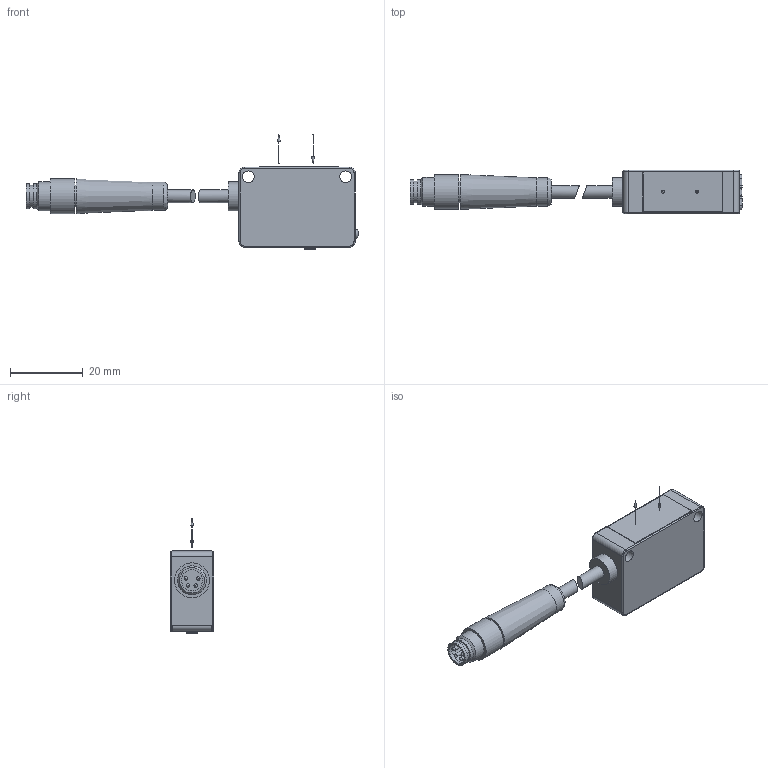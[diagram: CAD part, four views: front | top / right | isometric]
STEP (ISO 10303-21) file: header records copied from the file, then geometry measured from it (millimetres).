
FILE_DESCRIPTION (( 'STEP AP214' ), '1' );
FILE_NAME ('OPT2174.STEP', '2021-02-11T15:02:35', ( '' ), ( '' ), 'SwSTEP 2.0', 'SolidWorks 2019', '' );
FILE_SCHEMA (( 'AUTOMOTIVE_DESIGN' ));
Length unit declared in the file: inch
Products named in the file (1): OPT2174
Bounding box: 91.5 x 12 x 31.62 mm (x, y, z)
Volume: 10662.3 mm3; surface area: 4829.8 mm2
Topology: 4 solids, 6 shells, 203 faces, 477 edges, 299 vertices
Faces by surface type: plane 96, cylinder 74, bspline 19, cone 12, torus 2
Full cylindrical faces by diameter (mm): 0.2 x2, 1 x4, 1.275 x1, 1.62 x1, 2.1 x1, 2.93 x1, 3 x1, 3.2 x2, 3.5 x3, 5.8 x1, 6 x2, 6.9 x2, 7.8 x1, 8 x2, 9.6 x1
Entity records: 6016 total; most frequent: CARTESIAN_POINT 1624, DIRECTION 906, ORIENTED_EDGE 826, EDGE_CURVE 413, AXIS2_PLACEMENT_3D 346, VERTEX_POINT 278, EDGE_LOOP 267, FACE_OUTER_BOUND 231
